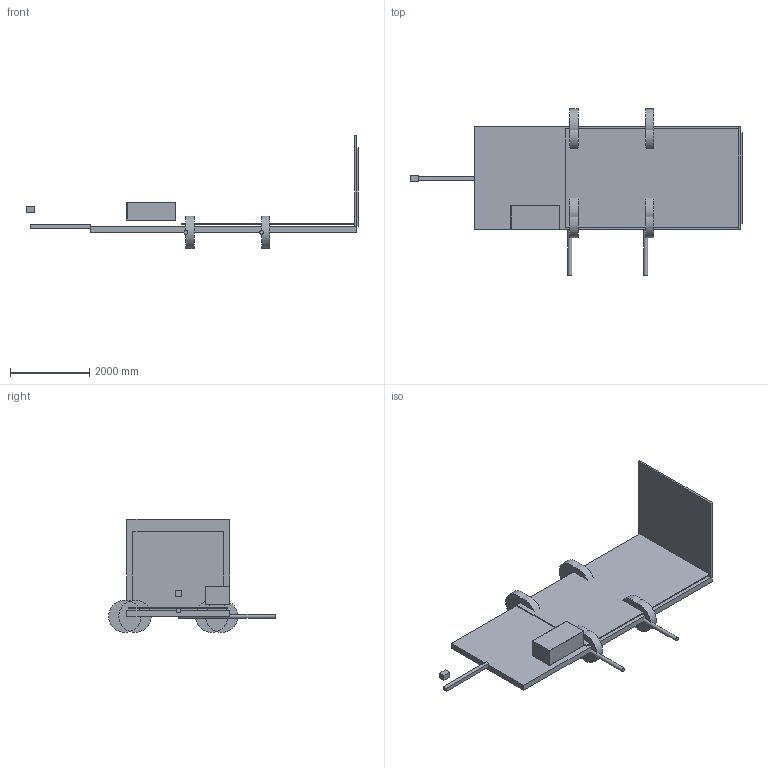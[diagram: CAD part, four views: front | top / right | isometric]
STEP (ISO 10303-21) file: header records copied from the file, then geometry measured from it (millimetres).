
FILE_DESCRIPTION(('Open CASCADE Model'),'2;1');
FILE_NAME('Open CASCADE Shape Model','2025-11-06T01:09:10',('Author'),( 'Open CASCADE'),'Open CASCADE STEP processor 7.8','Open CASCADE 7.8' ,'Unknown');
FILE_SCHEMA(('AUTOMOTIVE_DESIGN { 1 0 10303 214 1 1 1 1 }'));
Length unit declared in the file: millimetre
Products named in the file (10): a2569ceb-ba99-11f0-aadb-9c6b005f4edd; trailer_body; frame; axle_front; wheel_-952.5_-1_0; tongue; coupler; forward_compartment; garage_floor; ramp_door
Assembly tree (17 placements, depth 2):
  a2569ceb-ba99-11f0-aadb-9c6b005f4edd
    trailer_body
    frame
    axle_front  x2
    wheel_-952.5_-1_0  x8
    tongue
    coupler
    forward_compartment
    garage_floor
    ramp_door
Bounding box: 8356.6 x 4191 x 2844.8 mm (x, y, z)
Volume: 4377745313 mm3; surface area: 101767831.2 mm2
Topology: 17 solids, 17 shells, 77 faces, 126 edges, 84 vertices
Faces by surface type: plane 67, cylinder 10
Full cylindrical faces by diameter (mm): 101.6 x2, 812.8 x8
Entity records: 2925 total; most frequent: CARTESIAN_POINT 461, DIRECTION 436, LINE 282, VECTOR 282, ORIENTED_EDGE 204, PCURVE 204, DEFINITIONAL_REPRESENTATION 204, EDGE_CURVE 102
